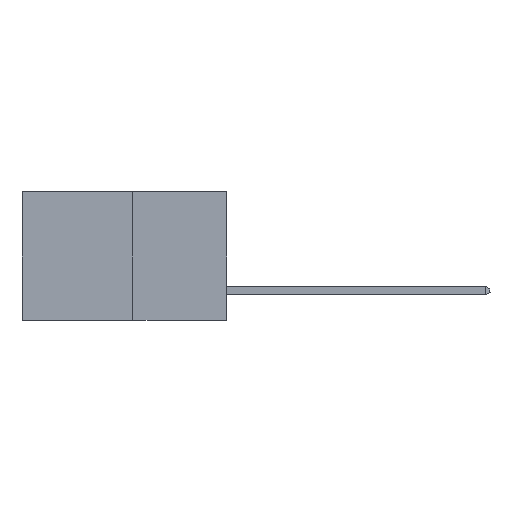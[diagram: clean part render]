
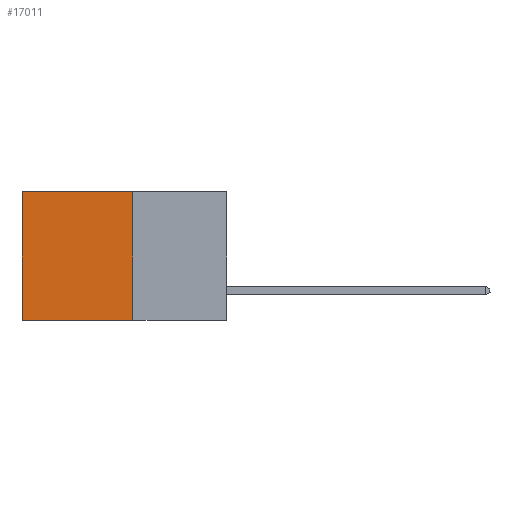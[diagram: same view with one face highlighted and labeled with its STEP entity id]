
A CAD part, left-side view. The second image highlights one B-rep face of the part: STEP entity #17011.
In plain terms, the highlighted planar face has unit normal (-1, 0, 0).
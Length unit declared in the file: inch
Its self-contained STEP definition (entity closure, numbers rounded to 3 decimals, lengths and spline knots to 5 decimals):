
#1415 = DIRECTION ( 'NONE',  ( 0., 1., 0. ) ) ;
#2837 = CARTESIAN_POINT ( 'NONE',  ( 0.277, 0.59, 0. ) ) ;
#3239 = DIRECTION ( 'NONE',  ( 0., 0., -1. ) ) ;
#3256 = DIRECTION ( 'NONE',  ( 0., 1., 0. ) ) ;
#3373 = ORIENTED_EDGE ( 'NONE', *, *, #17636, .F. ) ;
#3644 = EDGE_CURVE ( 'NONE', #8446, #5110, #6272, .T. ) ;
#3841 = CARTESIAN_POINT ( 'NONE',  ( 0.277, 0.27, 0. ) ) ;
#4123 = CARTESIAN_POINT ( 'NONE',  ( 0.277, 0.59, -0.37 ) ) ;
#4132 = VERTEX_POINT ( 'NONE', #16739 ) ;
#5110 = VERTEX_POINT ( 'NONE', #2837 ) ;
#6272 = LINE ( 'NONE', #17585, #18860 ) ;
#6435 = DIRECTION ( 'NONE',  ( 0., 0., -1. ) ) ;
#7731 = LINE ( 'NONE', #18626, #19702 ) ;
#8342 = CARTESIAN_POINT ( 'NONE',  ( 0.277, 0.27, -0.37 ) ) ;
#8446 = VERTEX_POINT ( 'NONE', #3841 ) ;
#8814 = VECTOR ( 'NONE', #1415, 39.37008 ) ;
#10025 = PLANE ( 'NONE',  #14174 ) ;
#11555 = CARTESIAN_POINT ( 'NONE',  ( 0.277, 0.27, -0.37 ) ) ;
#12220 = ORIENTED_EDGE ( 'NONE', *, *, #20994, .F. ) ;
#12288 = LINE ( 'NONE', #17916, #20305 ) ;
#13093 = EDGE_CURVE ( 'NONE', #5110, #14494, #12288, .T. ) ;
#13259 = LINE ( 'NONE', #11555, #8814 ) ;
#13378 = DIRECTION ( 'NONE',  ( 1., 0., 0. ) ) ;
#13545 = FACE_OUTER_BOUND ( 'NONE', #19355, .T. ) ;
#14174 = AXIS2_PLACEMENT_3D ( 'NONE', #8342, #13378, #3239 ) ;
#14494 = VERTEX_POINT ( 'NONE', #4123 ) ;
#15429 = DIRECTION ( 'NONE',  ( 0., 0., -1. ) ) ;
#16739 = CARTESIAN_POINT ( 'NONE',  ( 0.277, 0.27, -0.37 ) ) ;
#17011 = ADVANCED_FACE ( 'NONE', ( #13545 ), #10025, .F. ) ;
#17585 = CARTESIAN_POINT ( 'NONE',  ( 0.277, 0.27, 0. ) ) ;
#17636 = EDGE_CURVE ( 'NONE', #4132, #14494, #13259, .T. ) ;
#17916 = CARTESIAN_POINT ( 'NONE',  ( 0.277, 0.59, -0.37 ) ) ;
#18626 = CARTESIAN_POINT ( 'NONE',  ( 0.277, 0.27, -0.37 ) ) ;
#18860 = VECTOR ( 'NONE', #3256, 39.37008 ) ;
#18912 = ORIENTED_EDGE ( 'NONE', *, *, #3644, .T. ) ;
#19355 = EDGE_LOOP ( 'NONE', ( #21261, #3373, #12220, #18912 ) ) ;
#19702 = VECTOR ( 'NONE', #15429, 39.37008 ) ;
#20305 = VECTOR ( 'NONE', #6435, 39.37008 ) ;
#20994 = EDGE_CURVE ( 'NONE', #8446, #4132, #7731, .T. ) ;
#21261 = ORIENTED_EDGE ( 'NONE', *, *, #13093, .T. ) ;
